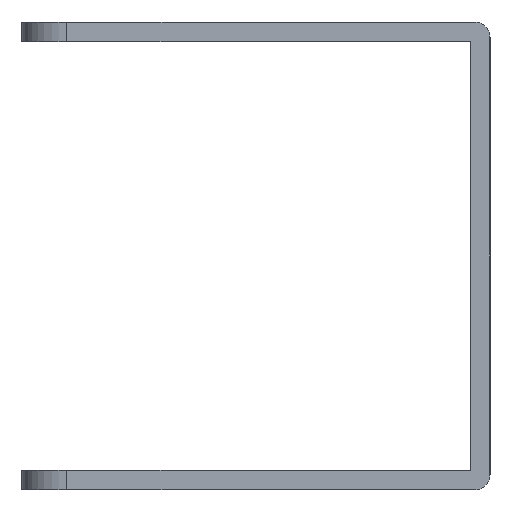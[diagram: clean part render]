
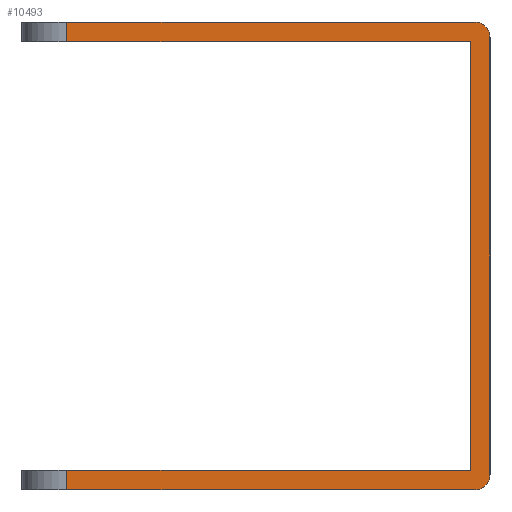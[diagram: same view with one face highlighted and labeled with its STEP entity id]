
A CAD part, left-side view. The second image highlights one B-rep face of the part: STEP entity #10493.
In plain terms, the highlighted planar face has unit normal (-1, 0, 0).
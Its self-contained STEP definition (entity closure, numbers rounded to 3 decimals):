
#287 = VERTEX_POINT ( 'NONE', #42038 ) ;
#1290 = DIRECTION ( 'NONE',  ( 0., 0., 1. ) ) ;
#1319 = CARTESIAN_POINT ( 'NONE',  ( -212., 0., -22.41 ) ) ;
#1463 = DIRECTION ( 'NONE',  ( 0., 0., 1. ) ) ;
#1649 = DIRECTION ( 'NONE',  ( 0., -1., 0. ) ) ;
#2876 = EDGE_LOOP ( 'NONE', ( #18262, #11851, #40341, #21958, #18788, #28515, #52571, #52906, #28051, #19169 ) ) ;
#3021 = EDGE_CURVE ( 'NONE', #51754, #44289, #29661, .T. ) ;
#3707 = DIRECTION ( 'NONE',  ( 0., 1., 0. ) ) ;
#5912 = DIRECTION ( 'NONE',  ( 0., 0., -1. ) ) ;
#6714 = CARTESIAN_POINT ( 'NONE',  ( -212., 43.4, 22. ) ) ;
#7385 = EDGE_CURVE ( 'NONE', #21539, #44948, #35645, .T. ) ;
#7820 = DIRECTION ( 'NONE',  ( 1., 0., 0. ) ) ;
#9660 = VECTOR ( 'NONE', #46935, 1000. ) ;
#10004 = VECTOR ( 'NONE', #1649, 1000. ) ;
#10329 = EDGE_CURVE ( 'NONE', #44948, #40331, #22119, .T. ) ;
#10493 = ADVANCED_FACE ( 'NONE', ( #20715 ), #11114, .F. ) ;
#11114 = PLANE ( 'NONE',  #47088 ) ;
#11845 = VERTEX_POINT ( 'NONE', #36538 ) ;
#11851 = ORIENTED_EDGE ( 'NONE', *, *, #13764, .T. ) ;
#12436 = LINE ( 'NONE', #29457, #22330 ) ;
#12819 = CARTESIAN_POINT ( 'NONE',  ( -212., 2., 24. ) ) ;
#13400 = DIRECTION ( 'NONE',  ( -1., 0., 0. ) ) ;
#13541 = LINE ( 'NONE', #22026, #44144 ) ;
#13764 = EDGE_CURVE ( 'NONE', #21539, #287, #12436, .T. ) ;
#13845 = EDGE_CURVE ( 'NONE', #18914, #11845, #13541, .T. ) ;
#16362 = VECTOR ( 'NONE', #1290, 1000. ) ;
#16602 = CARTESIAN_POINT ( 'NONE',  ( -212., 1.59, 24. ) ) ;
#18106 = DIRECTION ( 'NONE',  ( -1., 0., 0. ) ) ;
#18262 = ORIENTED_EDGE ( 'NONE', *, *, #7385, .F. ) ;
#18312 = DIRECTION ( 'NONE',  ( 0., 0., -1. ) ) ;
#18532 = LINE ( 'NONE', #19322, #45307 ) ;
#18788 = ORIENTED_EDGE ( 'NONE', *, *, #13845, .T. ) ;
#18914 = VERTEX_POINT ( 'NONE', #1319 ) ;
#19169 = ORIENTED_EDGE ( 'NONE', *, *, #10329, .F. ) ;
#19322 = CARTESIAN_POINT ( 'NONE',  ( -212., 2., -24. ) ) ;
#20715 = FACE_OUTER_BOUND ( 'NONE', #2876, .T. ) ;
#21539 = VERTEX_POINT ( 'NONE', #26178 ) ;
#21958 = ORIENTED_EDGE ( 'NONE', *, *, #54292, .T. ) ;
#22026 = CARTESIAN_POINT ( 'NONE',  ( -212., 0., 24. ) ) ;
#22119 = LINE ( 'NONE', #12819, #16362 ) ;
#22330 = VECTOR ( 'NONE', #25067, 1000. ) ;
#25067 = DIRECTION ( 'NONE',  ( 0., 0., -1. ) ) ;
#25146 = EDGE_CURVE ( 'NONE', #11845, #44289, #37843, .T. ) ;
#25277 = CARTESIAN_POINT ( 'NONE',  ( -212., 2., 24. ) ) ;
#26178 = CARTESIAN_POINT ( 'NONE',  ( -212., 43.4, -22. ) ) ;
#28051 = ORIENTED_EDGE ( 'NONE', *, *, #50630, .T. ) ;
#28515 = ORIENTED_EDGE ( 'NONE', *, *, #25146, .T. ) ;
#29457 = CARTESIAN_POINT ( 'NONE',  ( -212., 43.4, -24. ) ) ;
#29478 = AXIS2_PLACEMENT_3D ( 'NONE', #42216, #13400, #18312 ) ;
#29661 = LINE ( 'NONE', #25277, #9660 ) ;
#32173 = EDGE_CURVE ( 'NONE', #287, #39208, #18532, .T. ) ;
#33810 = LINE ( 'NONE', #42045, #35256 ) ;
#34720 = LINE ( 'NONE', #51470, #35496 ) ;
#35256 = VECTOR ( 'NONE', #41223, 1000. ) ;
#35496 = VECTOR ( 'NONE', #5912, 1000. ) ;
#35645 = LINE ( 'NONE', #43626, #10004 ) ;
#36538 = CARTESIAN_POINT ( 'NONE',  ( -212., 0., 22.41 ) ) ;
#37843 = CIRCLE ( 'NONE', #49225, 1.59 ) ;
#39208 = VERTEX_POINT ( 'NONE', #53010 ) ;
#39658 = DIRECTION ( 'NONE',  ( 0., -1., 0. ) ) ;
#40331 = VERTEX_POINT ( 'NONE', #51568 ) ;
#40341 = ORIENTED_EDGE ( 'NONE', *, *, #32173, .T. ) ;
#40870 = CIRCLE ( 'NONE', #29478, 1.59 ) ;
#41223 = DIRECTION ( 'NONE',  ( 0., -1., 0. ) ) ;
#41469 = VERTEX_POINT ( 'NONE', #6714 ) ;
#41486 = EDGE_CURVE ( 'NONE', #51754, #41469, #34720, .T. ) ;
#42038 = CARTESIAN_POINT ( 'NONE',  ( -212., 43.4, -24. ) ) ;
#42045 = CARTESIAN_POINT ( 'NONE',  ( -212., 46., 22. ) ) ;
#42216 = CARTESIAN_POINT ( 'NONE',  ( -212., 1.59, -22.41 ) ) ;
#42535 = CARTESIAN_POINT ( 'NONE',  ( -212., 2., -22. ) ) ;
#42809 = CARTESIAN_POINT ( 'NONE',  ( -212., 1.59, 22.41 ) ) ;
#43626 = CARTESIAN_POINT ( 'NONE',  ( -212., 46., -22. ) ) ;
#44004 = CARTESIAN_POINT ( 'NONE',  ( -212., 43.4, 24. ) ) ;
#44144 = VECTOR ( 'NONE', #1463, 1000. ) ;
#44289 = VERTEX_POINT ( 'NONE', #16602 ) ;
#44948 = VERTEX_POINT ( 'NONE', #42535 ) ;
#45307 = VECTOR ( 'NONE', #39658, 1000. ) ;
#45397 = CARTESIAN_POINT ( 'NONE',  ( -212., 2., 24. ) ) ;
#46935 = DIRECTION ( 'NONE',  ( 0., -1., 0. ) ) ;
#47088 = AXIS2_PLACEMENT_3D ( 'NONE', #45397, #7820, #3707 ) ;
#49225 = AXIS2_PLACEMENT_3D ( 'NONE', #42809, #18106, #51850 ) ;
#50630 = EDGE_CURVE ( 'NONE', #41469, #40331, #33810, .T. ) ;
#51470 = CARTESIAN_POINT ( 'NONE',  ( -212., 43.4, 22. ) ) ;
#51568 = CARTESIAN_POINT ( 'NONE',  ( -212., 2., 22. ) ) ;
#51754 = VERTEX_POINT ( 'NONE', #44004 ) ;
#51850 = DIRECTION ( 'NONE',  ( 0., 0., -1. ) ) ;
#52571 = ORIENTED_EDGE ( 'NONE', *, *, #3021, .F. ) ;
#52906 = ORIENTED_EDGE ( 'NONE', *, *, #41486, .T. ) ;
#53010 = CARTESIAN_POINT ( 'NONE',  ( -212., 1.59, -24. ) ) ;
#54292 = EDGE_CURVE ( 'NONE', #39208, #18914, #40870, .T. ) ;
